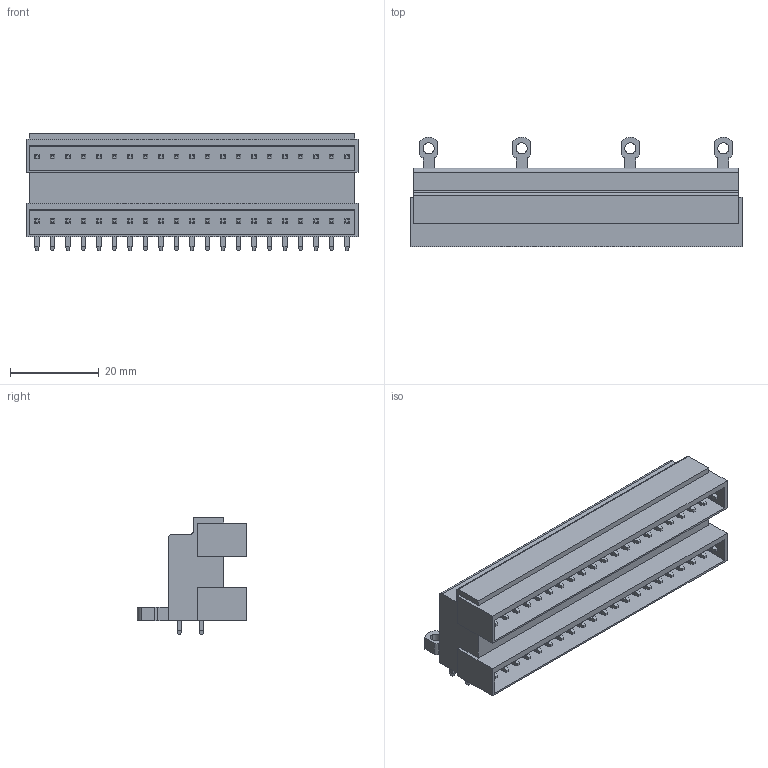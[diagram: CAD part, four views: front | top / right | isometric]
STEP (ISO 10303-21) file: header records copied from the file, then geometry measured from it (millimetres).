
FILE_DESCRIPTION(('CATIA V5 STEP Exchange','CAx-IF Rec.Pracs.--- Model Styling and Organization---1.2---2011-12-15'),'2;1');
FILE_NAME ('D1453959_0_1633770000_1633770000.stp','2018-11-10T07:39:16+00:00',('none'),('Weidmueller'),'CATIA Version 5-6 Release 2014','CATIA V5 STEP AP214','none');
FILE_SCHEMA(('AUTOMOTIVE_DESIGN { 1 0 10303 214 1 1 1 1 }'));
Length unit declared in the file: millimetre
Products named in the file (1): 1633770000
Bounding box: 74.9 x 24.7 x 26.5 mm (x, y, z)
Volume: 19893.2 mm3; surface area: 17221.5 mm2
Topology: 43 solids, 43 shells, 1003 faces, 2409 edges, 1494 vertices
Faces by surface type: plane 976, cylinder 27
Entity records: 24575 total; most frequent: ORIENTED_EDGE 4818, CARTESIAN_POINT 4580, DIRECTION 2753, EDGE_CURVE 2409, VECTOR 2019, LINE 2019, VERTEX_POINT 1494, EDGE_LOOP 1097
